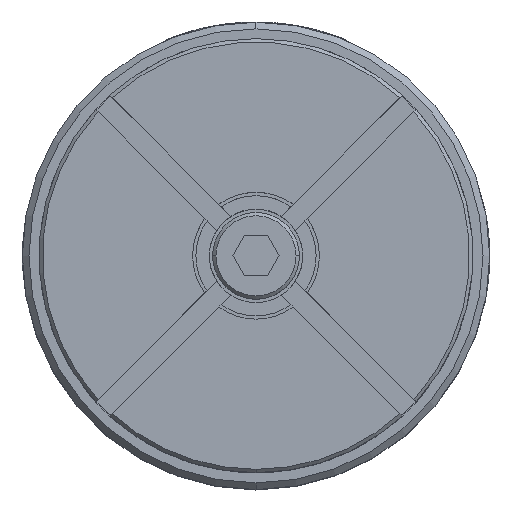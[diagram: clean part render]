
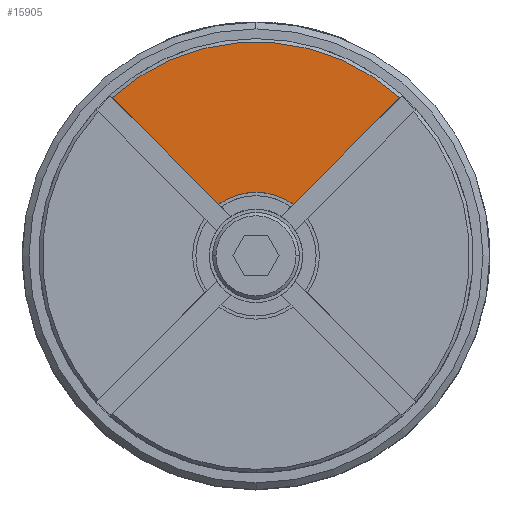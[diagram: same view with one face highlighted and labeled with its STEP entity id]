
A CAD part, top view. The second image highlights one B-rep face of the part: STEP entity #15905.
In plain terms, the highlighted planar face has unit normal (0, 0, 1).
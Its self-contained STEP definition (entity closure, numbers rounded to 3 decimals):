
#554 = PLANE ( 'NONE',  #14311 ) ;
#587 = VECTOR ( 'NONE', #14656, 1000. ) ;
#710 = ORIENTED_EDGE ( 'NONE', *, *, #4304, .F. ) ;
#1892 = EDGE_CURVE ( 'NONE', #12941, #15496, #3105, .T. ) ;
#1897 = LINE ( 'NONE', #8298, #12574 ) ;
#2127 = AXIS2_PLACEMENT_3D ( 'NONE', #13588, #12366, #6129 ) ;
#2711 = VERTEX_POINT ( 'NONE', #11176 ) ;
#2938 = FACE_OUTER_BOUND ( 'NONE', #14010, .T. ) ;
#3021 = DIRECTION ( 'NONE',  ( 0., -1., 0. ) ) ;
#3105 = CIRCLE ( 'NONE', #7018, 9.5 ) ;
#4144 = VERTEX_POINT ( 'NONE', #13967 ) ;
#4304 = EDGE_CURVE ( 'NONE', #12941, #4144, #1897, .T. ) ;
#4637 = LINE ( 'NONE', #9641, #587 ) ;
#5570 = DIRECTION ( 'NONE',  ( 0., 0., -1. ) ) ;
#6129 = DIRECTION ( 'NONE',  ( 0., -1., 0. ) ) ;
#6784 = ORIENTED_EDGE ( 'NONE', *, *, #11251, .T. ) ;
#7018 = AXIS2_PLACEMENT_3D ( 'NONE', #12846, #7842, #14002 ) ;
#7060 = CARTESIAN_POINT ( 'NONE',  ( -5.573, 7.694, 28. ) ) ;
#7107 = CIRCLE ( 'NONE', #2127, 32. ) ;
#7842 = DIRECTION ( 'NONE',  ( 0., 0., -1. ) ) ;
#8298 = CARTESIAN_POINT ( 'NONE',  ( -2.439, 4.561, 28. ) ) ;
#8602 = EDGE_CURVE ( 'NONE', #2711, #15496, #4637, .T. ) ;
#9641 = CARTESIAN_POINT ( 'NONE',  ( -4.561, -2.439, 28. ) ) ;
#11176 = CARTESIAN_POINT ( 'NONE',  ( 21.542, 23.663, 28. ) ) ;
#11251 = EDGE_CURVE ( 'NONE', #2711, #4144, #7107, .T. ) ;
#11573 = CARTESIAN_POINT ( 'NONE',  ( 5.573, 7.694, 28. ) ) ;
#12366 = DIRECTION ( 'NONE',  ( 0., 0., 1. ) ) ;
#12574 = VECTOR ( 'NONE', #14454, 1000. ) ;
#12846 = CARTESIAN_POINT ( 'NONE',  ( 0., 0., 28. ) ) ;
#12941 = VERTEX_POINT ( 'NONE', #7060 ) ;
#13588 = CARTESIAN_POINT ( 'NONE',  ( 0., 0., 28. ) ) ;
#13967 = CARTESIAN_POINT ( 'NONE',  ( -21.542, 23.663, 28. ) ) ;
#14002 = DIRECTION ( 'NONE',  ( 0., -1., 0. ) ) ;
#14010 = EDGE_LOOP ( 'NONE', ( #15760, #6784, #710, #14541 ) ) ;
#14311 = AXIS2_PLACEMENT_3D ( 'NONE', #14349, #5570, #3021 ) ;
#14349 = CARTESIAN_POINT ( 'NONE',  ( -7., 0., 28. ) ) ;
#14454 = DIRECTION ( 'NONE',  ( -0.707, 0.707, 0. ) ) ;
#14541 = ORIENTED_EDGE ( 'NONE', *, *, #1892, .T. ) ;
#14656 = DIRECTION ( 'NONE',  ( -0.707, -0.707, 0. ) ) ;
#15496 = VERTEX_POINT ( 'NONE', #11573 ) ;
#15760 = ORIENTED_EDGE ( 'NONE', *, *, #8602, .F. ) ;
#15905 = ADVANCED_FACE ( 'NONE', ( #2938 ), #554, .F. ) ;
